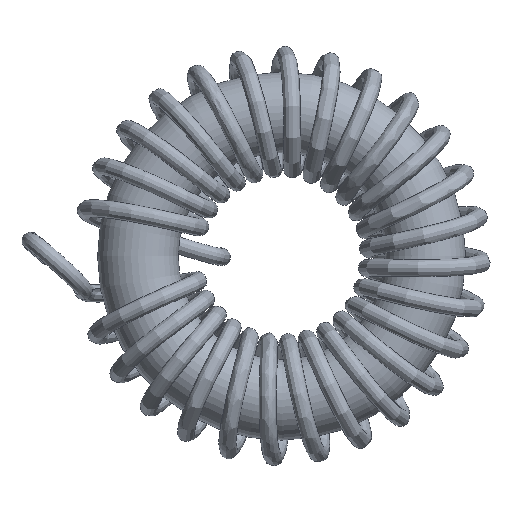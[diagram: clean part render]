
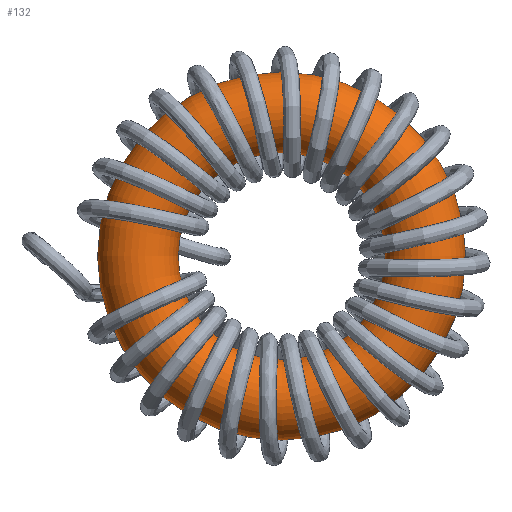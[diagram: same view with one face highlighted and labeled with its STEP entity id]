
A CAD part, top view. The second image highlights one B-rep face of the part: STEP entity #132.
In plain terms, the highlighted toroidal (fillet/blend) face has major radius 5 mm and minor radius 1.4 mm.
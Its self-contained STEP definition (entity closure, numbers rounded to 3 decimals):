
#34=FACE_OUTER_BOUND('',#41,.T.);
#41=EDGE_LOOP('',(#94,#95,#96,#97));
#48=CIRCLE('',#161,1.4);
#49=CIRCLE('',#162,3.6);
#60=VERTEX_POINT('',#211);
#75=EDGE_CURVE('',#60,#60,#48,.T.);
#76=EDGE_CURVE('',#60,#60,#49,.T.);
#94=ORIENTED_EDGE('',*,*,#75,.F.);
#95=ORIENTED_EDGE('',*,*,#76,.T.);
#96=ORIENTED_EDGE('',*,*,#75,.T.);
#97=ORIENTED_EDGE('',*,*,#76,.F.);
#128=TOROIDAL_SURFACE('',#160,5.,1.4);
#132=ADVANCED_FACE('',(#34),#128,.T.);
#160=AXIS2_PLACEMENT_3D('',#210,#177,#178);
#161=AXIS2_PLACEMENT_3D('',#212,#179,#180);
#162=AXIS2_PLACEMENT_3D('',#213,#181,#182);
#177=DIRECTION('center_axis',(0.,0.,1.));
#178=DIRECTION('ref_axis',(1.,0.,0.));
#179=DIRECTION('center_axis',(0.,-1.,0.));
#180=DIRECTION('ref_axis',(-1.,0.,0.));
#181=DIRECTION('center_axis',(0.,0.,-1.));
#182=DIRECTION('ref_axis',(1.,0.,0.));
#210=CARTESIAN_POINT('Origin',(0.,0.,0.));
#211=CARTESIAN_POINT('',(-3.6,0.,0.));
#212=CARTESIAN_POINT('Origin',(-5.,0.,0.));
#213=CARTESIAN_POINT('Origin',(0.,0.,0.));
